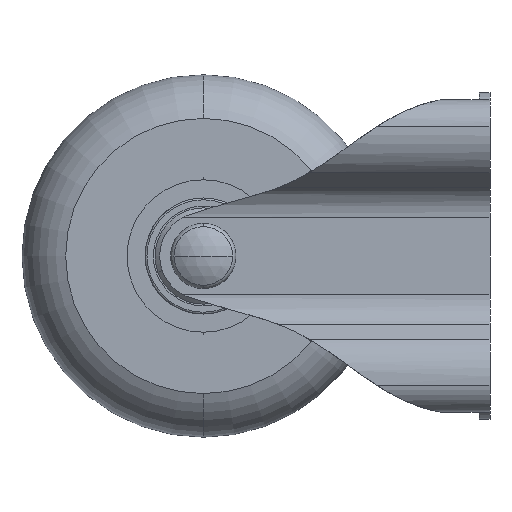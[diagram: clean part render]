
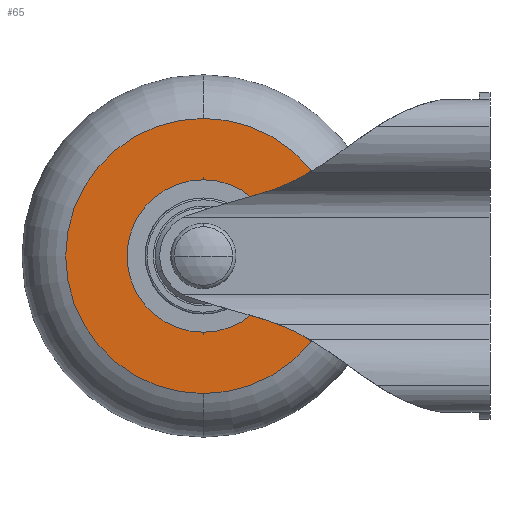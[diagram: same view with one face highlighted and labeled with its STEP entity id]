
A CAD part, left-side view. The second image highlights one B-rep face of the part: STEP entity #65.
In plain terms, the highlighted planar face has unit normal (-1, 0, 0).
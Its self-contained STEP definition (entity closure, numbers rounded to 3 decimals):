
#65 = ADVANCED_FACE ( 'NONE', ( #9515, #2917 ), #5036, .F. ) ;
#355 = EDGE_CURVE ( 'NONE', #1733, #4293, #1326, .T. ) ;
#847 = VERTEX_POINT ( 'NONE', #2982 ) ;
#1326 = CIRCLE ( 'NONE', #4514, 18.958 ) ;
#1473 = EDGE_LOOP ( 'NONE', ( #4217, #4206 ) ) ;
#1733 = VERTEX_POINT ( 'NONE', #2053 ) ;
#1977 = CARTESIAN_POINT ( 'NONE',  ( -8.5, 0., 18.958 ) ) ;
#2053 = CARTESIAN_POINT ( 'NONE',  ( -8.5, 0., -18.958 ) ) ;
#2136 = EDGE_LOOP ( 'NONE', ( #2778, #4291 ) ) ;
#2207 = CARTESIAN_POINT ( 'NONE',  ( -8.5, 0., 10.5 ) ) ;
#2778 = ORIENTED_EDGE ( 'NONE', *, *, #9411, .T. ) ;
#2917 = FACE_OUTER_BOUND ( 'NONE', #2136, .T. ) ;
#2982 = CARTESIAN_POINT ( 'NONE',  ( -8.5, 0., -10.5 ) ) ;
#3156 = CARTESIAN_POINT ( 'NONE',  ( -8.5, 0., 0. ) ) ;
#3359 = CIRCLE ( 'NONE', #5026, 10.5 ) ;
#3990 = DIRECTION ( 'NONE',  ( 0., 0., 1. ) ) ;
#4009 = DIRECTION ( 'NONE',  ( -1., 0., 0. ) ) ;
#4079 = AXIS2_PLACEMENT_3D ( 'NONE', #9109, #4139, #9917 ) ;
#4139 = DIRECTION ( 'NONE',  ( -1., 0., 0. ) ) ;
#4155 = AXIS2_PLACEMENT_3D ( 'NONE', #5368, #5411, #4779 ) ;
#4206 = ORIENTED_EDGE ( 'NONE', *, *, #6241, .F. ) ;
#4217 = ORIENTED_EDGE ( 'NONE', *, *, #7278, .F. ) ;
#4291 = ORIENTED_EDGE ( 'NONE', *, *, #355, .T. ) ;
#4293 = VERTEX_POINT ( 'NONE', #1977 ) ;
#4514 = AXIS2_PLACEMENT_3D ( 'NONE', #7461, #7500, #7529 ) ;
#4779 = DIRECTION ( 'NONE',  ( 0., 0., -1. ) ) ;
#4889 = CIRCLE ( 'NONE', #10687, 10.5 ) ;
#5026 = AXIS2_PLACEMENT_3D ( 'NONE', #3156, #8953, #3990 ) ;
#5036 = PLANE ( 'NONE',  #4155 ) ;
#5368 = CARTESIAN_POINT ( 'NONE',  ( -8.5, 10.5, 0. ) ) ;
#5411 = DIRECTION ( 'NONE',  ( 1., 0., 0. ) ) ;
#6241 = EDGE_CURVE ( 'NONE', #847, #9771, #3359, .T. ) ;
#7278 = EDGE_CURVE ( 'NONE', #9771, #847, #4889, .T. ) ;
#7461 = CARTESIAN_POINT ( 'NONE',  ( -8.5, 0., 0. ) ) ;
#7500 = DIRECTION ( 'NONE',  ( -1., 0., 0. ) ) ;
#7529 = DIRECTION ( 'NONE',  ( 0., 0., 1. ) ) ;
#8886 = CIRCLE ( 'NONE', #4079, 18.958 ) ;
#8953 = DIRECTION ( 'NONE',  ( -1., 0., 0. ) ) ;
#8979 = CARTESIAN_POINT ( 'NONE',  ( -8.5, 0., 0. ) ) ;
#9109 = CARTESIAN_POINT ( 'NONE',  ( -8.5, 0., 0. ) ) ;
#9411 = EDGE_CURVE ( 'NONE', #4293, #1733, #8886, .T. ) ;
#9515 = FACE_BOUND ( 'NONE', #1473, .T. ) ;
#9771 = VERTEX_POINT ( 'NONE', #2207 ) ;
#9795 = DIRECTION ( 'NONE',  ( 0., 0., 1. ) ) ;
#9917 = DIRECTION ( 'NONE',  ( 0., 0., 1. ) ) ;
#10687 = AXIS2_PLACEMENT_3D ( 'NONE', #8979, #4009, #9795 ) ;
